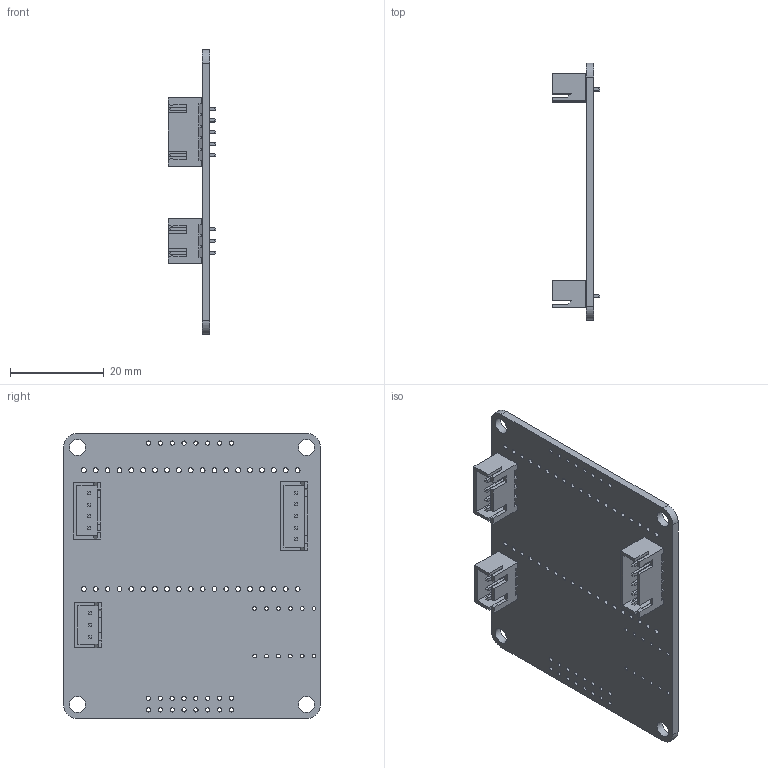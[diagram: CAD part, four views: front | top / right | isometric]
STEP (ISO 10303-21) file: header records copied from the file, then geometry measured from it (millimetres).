
FILE_DESCRIPTION(/* description */ (''),/* implementation_level */ '2;1');
FILE_NAME(/* name */ '3D_PCB_Pedal Pcb v3-different batch_2024-04-25 v2.step',/* time_stamp */ '2024-05-04T06:55:52+09:00',/* author */ (''),/* organization */ (''),/* preprocessor_version */ 'ST-DEVELOPER v20',/* originating_system */ 'Autodesk Translation Framework v12.20.1.177',/* authorisation */ '');
FILE_SCHEMA (('AUTOMOTIVE_DESIGN { 1 0 10303 214 3 1 1 }'));
Length unit declared in the file: millimetre
Products named in the file (12): 3D_PCB_Pedal Pcb v3-different batch_2024-04-25; Board; 1RCq-LOADCELL; CONN-TH_B5B-XH-2-LF-SN; 1RCq-RS232; CONN-TH_B3B-XH-2-LF-SN; 1RCq-MOTOR; CONN-TH_B4B-XH-2-LF-SN; JST - XH - Thru - 3Pin - 2.5mm (Genuine); JST - XH - Thru - 4Pin - 2.5mm (Genuine); JST - XH - Thru - 5Pin - 2.5mm (Genuine); ESP32
Assembly tree (11 placements, depth 3):
  3D_PCB_Pedal Pcb v3-different batch_2024-04-25
    Board
    1RCq-LOADCELL
      CONN-TH_B5B-XH-2-LF-SN
    1RCq-RS232
      CONN-TH_B3B-XH-2-LF-SN
    1RCq-MOTOR
      CONN-TH_B4B-XH-2-LF-SN
    JST - XH - Thru - 3Pin - 2.5mm (Genuine)
    JST - XH - Thru - 4Pin - 2.5mm (Genuine)
    JST - XH - Thru - 5Pin - 2.5mm (Genuine)
    ESP32
Bounding box: 10.21 x 54.97 x 60.97 mm (x, y, z)
Volume: 5760.5 mm3; surface area: 9379.4 mm2
Topology: 4 solids, 64 shells, 1114 faces, 2778 edges, 1804 vertices
Faces by surface type: plane 865, cylinder 132, bspline 117
Full cylindrical faces by diameter (mm): 0.798 x12, 0.914 x24, 1 x8, 1.2 x4, 3.5 x4
Entity records: 35445 total; most frequent: CARTESIAN_POINT 8200, ORIENTED_EDGE 5556, DIRECTION 4848, EDGE_CURVE 2778, LINE 2280, VECTOR 2280, VERTEX_POINT 1804, EDGE_LOOP 1342
